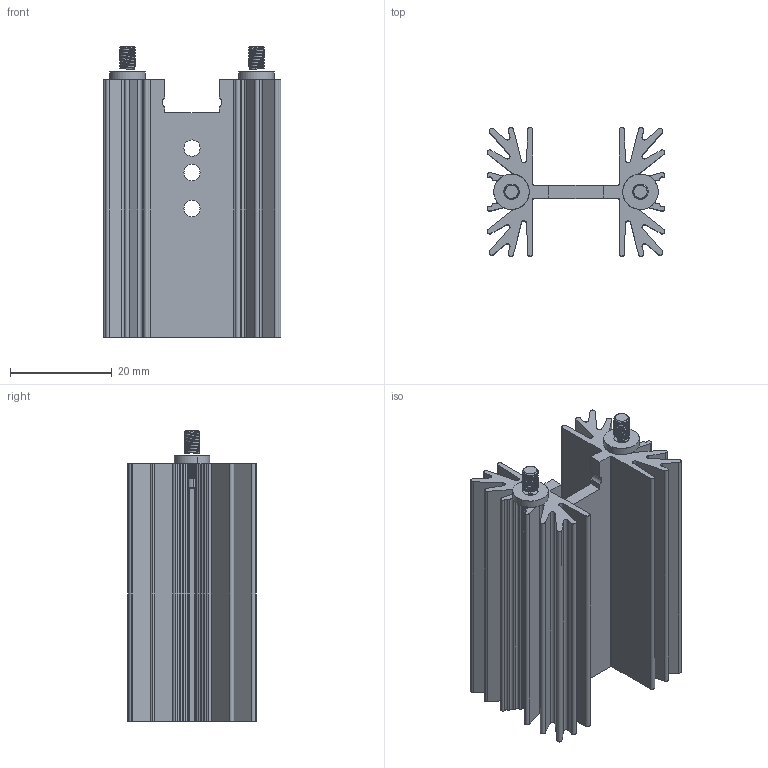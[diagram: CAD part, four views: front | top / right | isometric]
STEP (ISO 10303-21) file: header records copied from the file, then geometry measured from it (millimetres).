
FILE_DESCRIPTION (( 'STEP AP214' ), '1' );
FILE_NAME ('sk_600_50.8_stsb.STEP', '2013-07-03T11:56:04', ( '' ), ( '' ), 'SwSTEP 2.0', 'SolidWorks 2011', '' );
FILE_SCHEMA (( 'AUTOMOTIVE_DESIGN' ));
Length unit declared in the file: millimetre
Products named in the file (3): A0000SPINM3000H; 001049374; sk_600_50.8_stsb
Assembly tree (3 placements, depth 2):
  sk_600_50.8_stsb
    001049374
    A0000SPINM3000H  x2
Bounding box: 35 x 25.4 x 57.3 mm (x, y, z)
Volume: 14911 mm3; surface area: 16499.8 mm2
Topology: 1 solids, 213 shells, 395 faces, 1671 edges, 1474 vertices
Faces by surface type: plane 194, cylinder 167, bspline 26, cone 8
Entity records: 15658 total; most frequent: CARTESIAN_POINT 6508, DIRECTION 1834, ORIENTED_EDGE 1610, EDGE_CURVE 1088, VERTEX_POINT 908, VECTOR 702, LINE 702, AXIS2_PLACEMENT_3D 566
